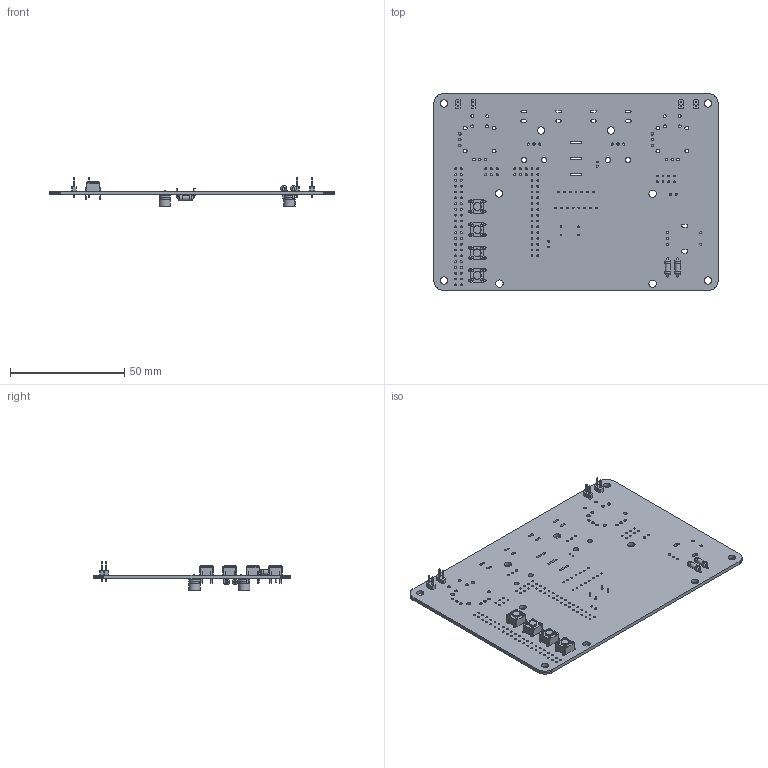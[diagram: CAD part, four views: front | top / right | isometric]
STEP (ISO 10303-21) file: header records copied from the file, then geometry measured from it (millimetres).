
FILE_DESCRIPTION(('KiCad electronic assembly'),'2;1');
FILE_NAME('PCB STEP.step','2023-11-22T00:23:11',('Pcbnew'),('Kicad'), 'Open CASCADE STEP processor 7.7','KiCad to STEP converter','Unknown' );
FILE_SCHEMA(('AUTOMOTIVE_DESIGN { 1 0 10303 214 1 1 1 1 }'));
Length unit declared in the file: millimetre
Products named in the file (10): PCB STEP 1; R_Axial_DIN0207_L6.3mm_D2.5mm_P7.62mm_Horizontal; SOLID; SW_PUSH_6mm; PinHeader_1x02_P2.00mm_Vertical; CP_Radial_D5.0mm_P2.50mm; RCTransmitterAecertRobotics PCB
Assembly tree (19 placements, depth 3):
  PCB STEP 1
    R_Axial_DIN0207_L6.3mm_D2.5mm_P7.62mm_Horizontal  x4
      SOLID
    SW_PUSH_6mm  x4
      SOLID
    PinHeader_1x02_P2.00mm_Vertical  x4
      SOLID
    CP_Radial_D5.0mm_P2.50mm  x2
      SOLID
    RCTransmitterAecertRobotics PCB
Bounding box: 124.46 x 86.36 x 12.7 mm (x, y, z)
Volume: 17693.8 mm3; surface area: 24467.8 mm2
Topology: 15 solids, 17 shells, 1384 faces, 3708 edges, 2414 vertices
Faces by surface type: plane 928, cylinder 410, torus 24, bspline 12, revolution 10
Full cylindrical faces by diameter (mm): 0.5 x4, 0.6 x8, 0.7 x2, 0.8 x129, 1 x27, 1.1 x28, 1.3 x8, 1.6 x8, 2.2 x4, 2.25 x4, 2.5 x8, 3.2 x10, 3.5 x4
Entity records: 62317 total; most frequent: CARTESIAN_POINT 15043, DIRECTION 8023, LINE 5209, VECTOR 5209, ORIENTED_EDGE 4652, PCURVE 4652, DEFINITIONAL_REPRESENTATION 4652, EDGE_CURVE 2326
